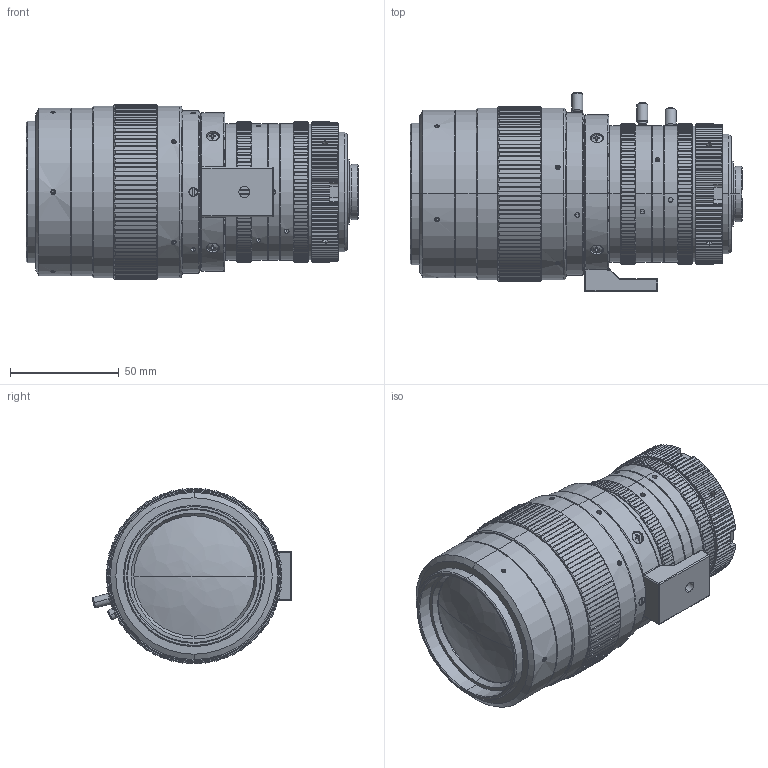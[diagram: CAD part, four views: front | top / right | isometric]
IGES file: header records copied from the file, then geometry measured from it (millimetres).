
Start section: SolidWorks IGES file using NURBS representation for surfaces
Global section: file name: TEC-V7X_210610.IGS; native system: SolidWorks 2019; preprocessor: SolidWorks 2019; author: kimura; date: 210610.181531; units: millimetre
Bounding box: 152.86 x 91.88 x 80.97 mm (x, y, z)
Surface area: 56526.4 mm2 (no closed solid volume)
Topology: 0 solids, 25 shells, 2222 faces, 6039 edges, 3886 vertices
Faces by surface type: bspline 2222
